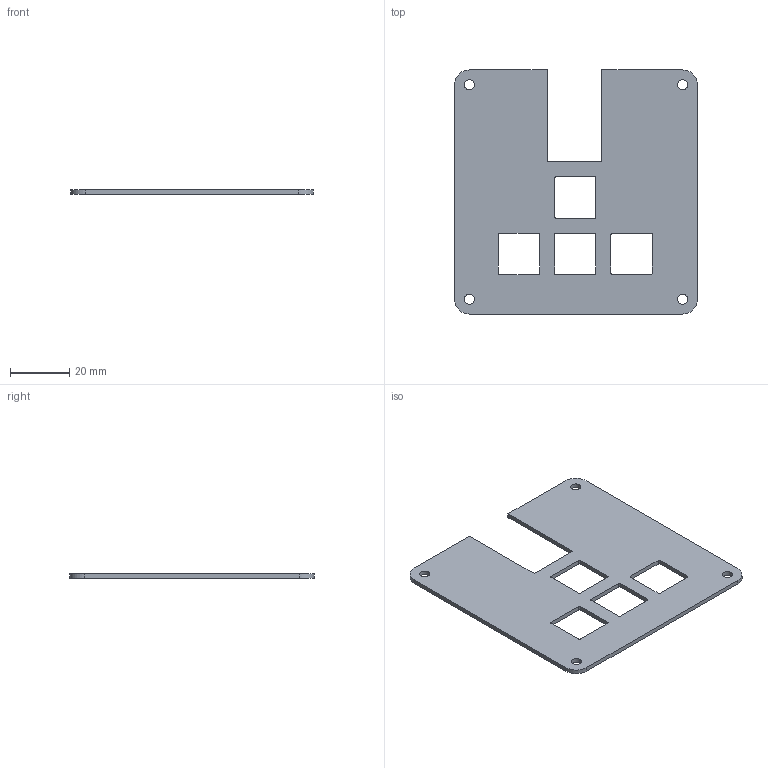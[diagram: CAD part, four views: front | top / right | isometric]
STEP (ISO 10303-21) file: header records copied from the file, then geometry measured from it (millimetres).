
FILE_DESCRIPTION(/* description */ (''),/* implementation_level */ '2;1');
FILE_NAME(/* name */ 'top.step',/* time_stamp */ '2026-01-17T15:58:56-05:00',/* author */ (''),/* organization */ (''),/* preprocessor_version */ 'ST-DEVELOPER v20.1',/* originating_system */ 'Autodesk Translation Framework v14.21.0.0',/* authorisation */ '');
FILE_SCHEMA (('AUTOMOTIVE_DESIGN { 1 0 10303 214 3 1 1 }'));
Length unit declared in the file: millimetre
Products named in the file (1): 2026-01-17-14-46-56-735
Bounding box: 82.2 x 82.6 x 1.5 mm (x, y, z)
Volume: 8060.4 mm3; surface area: 11735.2 mm2
Topology: 1 solids, 1 shells, 187 faces, 531 edges, 354 vertices
Faces by surface type: bspline 92, plane 71, cylinder 24
Full cylindrical faces by diameter (mm): 3.4 x4
Entity records: 6978 total; most frequent: CARTESIAN_POINT 2637, ORIENTED_EDGE 1062, DIRECTION 587, EDGE_CURVE 531, VERTEX_POINT 354, LINE 299, VECTOR 299, EDGE_LOOP 211
